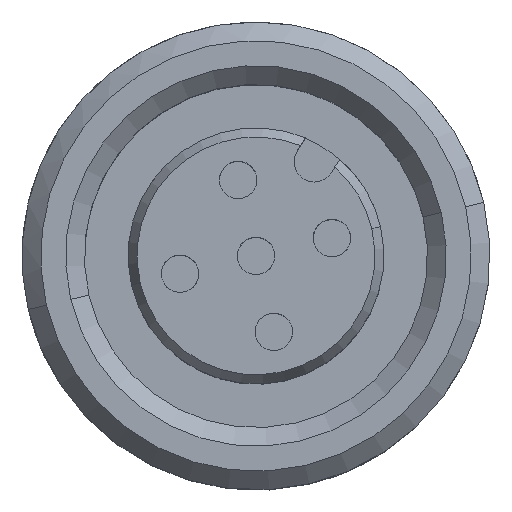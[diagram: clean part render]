
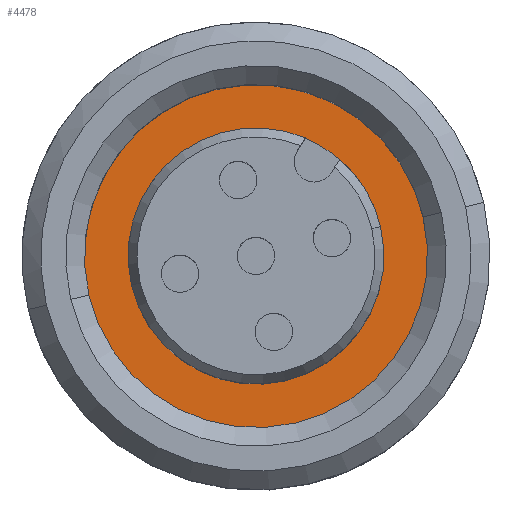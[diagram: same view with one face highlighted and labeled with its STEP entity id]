
A CAD part, top view. The second image highlights one B-rep face of the part: STEP entity #4478.
In plain terms, the highlighted planar face has unit normal (0, 0, 1).
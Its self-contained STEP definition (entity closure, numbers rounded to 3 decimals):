
#4322=AXIS2_PLACEMENT_3D('Circle Axis2P3D',#4320,#4321,$) ;
#4339=AXIS2_PLACEMENT_3D('Circle Axis2P3D',#4337,#4338,$) ;
#4454=AXIS2_PLACEMENT_3D('Plane Axis2P3D',#4451,#4452,#4453) ;
#4462=AXIS2_PLACEMENT_3D('Circle Axis2P3D',#4460,#4461,$) ;
#4471=AXIS2_PLACEMENT_3D('Circle Axis2P3D',#4469,#4470,$) ;
#4310=CARTESIAN_POINT('Vertex',(2.146,6.243,37.2)) ;
#4317=CARTESIAN_POINT('Vertex',(12.854,8.757,37.2)) ;
#4320=CARTESIAN_POINT('Axis2P3D Location',(7.5,7.5,37.2)) ;
#4337=CARTESIAN_POINT('Axis2P3D Location',(7.5,7.5,37.2)) ;
#4451=CARTESIAN_POINT('Axis2P3D Location',(2.827,6.403,37.2)) ;
#4460=CARTESIAN_POINT('Axis2P3D Location',(7.5,7.5,37.2)) ;
#4464=CARTESIAN_POINT('Vertex',(11.491,8.437,37.2)) ;
#4466=CARTESIAN_POINT('Vertex',(3.509,6.563,37.2)) ;
#4469=CARTESIAN_POINT('Axis2P3D Location',(7.5,7.5,37.2)) ;
#4321=DIRECTION('Axis2P3D Direction',(0.,0.,1.)) ;
#4338=DIRECTION('Axis2P3D Direction',(0.,0.,1.)) ;
#4452=DIRECTION('Axis2P3D Direction',(0.,0.,1.)) ;
#4453=DIRECTION('Axis2P3D XDirection',(0.229,-0.974,0.)) ;
#4461=DIRECTION('Axis2P3D Direction',(0.,0.,1.)) ;
#4470=DIRECTION('Axis2P3D Direction',(0.,0.,1.)) ;
#4457=ORIENTED_EDGE('',*,*,#4324,.T.) ;
#4458=ORIENTED_EDGE('',*,*,#4341,.T.) ;
#4475=ORIENTED_EDGE('',*,*,#4468,.F.) ;
#4476=ORIENTED_EDGE('',*,*,#4473,.F.) ;
#4477=FACE_BOUND('',#4474,.T.) ;
#4478=ADVANCED_FACE('Hauptkoerper',(#4459,#4477),#4455,.T.) ;
#4323=CIRCLE('generated circle',#4322,5.5) ;
#4340=CIRCLE('generated circle',#4339,5.5) ;
#4463=CIRCLE('generated circle',#4462,4.1) ;
#4472=CIRCLE('generated circle',#4471,4.1) ;
#4324=EDGE_CURVE('',#4311,#4318,#4323,.T.) ;
#4341=EDGE_CURVE('',#4318,#4311,#4340,.T.) ;
#4468=EDGE_CURVE('',#4465,#4467,#4463,.T.) ;
#4473=EDGE_CURVE('',#4467,#4465,#4472,.T.) ;
#4456=EDGE_LOOP('',(#4457,#4458)) ;
#4474=EDGE_LOOP('',(#4475,#4476)) ;
#4459=FACE_OUTER_BOUND('',#4456,.T.) ;
#4455=PLANE('',#4454) ;
#4311=VERTEX_POINT('',#4310) ;
#4318=VERTEX_POINT('',#4317) ;
#4465=VERTEX_POINT('',#4464) ;
#4467=VERTEX_POINT('',#4466) ;
